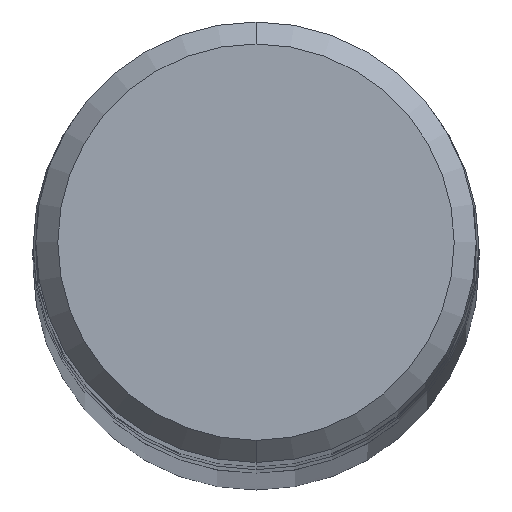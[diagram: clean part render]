
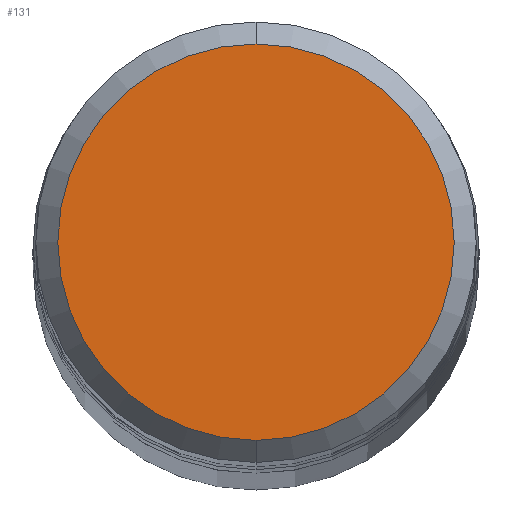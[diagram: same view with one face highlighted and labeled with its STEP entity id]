
A CAD part, top view. The second image highlights one B-rep face of the part: STEP entity #131.
In plain terms, the highlighted planar face has unit normal (0, 0, 1).
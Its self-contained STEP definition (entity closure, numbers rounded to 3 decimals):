
#131=ADVANCED_FACE('',(#284),#285,.T.);
#205=VERTEX_POINT('',#369);
#207=VERTEX_POINT('',#371);
#225=EDGE_CURVE('',#207,#205,#393,.T.);
#229=EDGE_CURVE('',#205,#207,#397,.T.);
#284=FACE_OUTER_BOUND('',#458,.T.);
#285=PLANE('',#459);
#369=CARTESIAN_POINT('',(0.0,3.6,0.0));
#371=CARTESIAN_POINT('',(0.,-3.6,0.0));
#393=CIRCLE('',#593,3.6);
#397=CIRCLE('',#599,3.6);
#458=EDGE_LOOP('',(#639,#640));
#459=AXIS2_PLACEMENT_3D('',#641,#642,#643);
#593=AXIS2_PLACEMENT_3D('',#784,#785,#786);
#599=AXIS2_PLACEMENT_3D('',#790,#791,#792);
#639=ORIENTED_EDGE('',*,*,#229,.F.);
#640=ORIENTED_EDGE('',*,*,#225,.F.);
#641=CARTESIAN_POINT('',(0.0,1.8,0.0));
#642=DIRECTION('',(-0.0,0.0,1.0));
#643=DIRECTION('',(0.0,-1.0,0.0));
#784=CARTESIAN_POINT('',(0.0,0.0,0.0));
#785=DIRECTION('',(0.0,0.0,-1.0));
#786=DIRECTION('',(0.0,1.0,0.0));
#790=CARTESIAN_POINT('',(0.0,0.0,0.0));
#791=DIRECTION('',(0.0,0.0,-1.0));
#792=DIRECTION('',(0.0,1.0,0.0));
